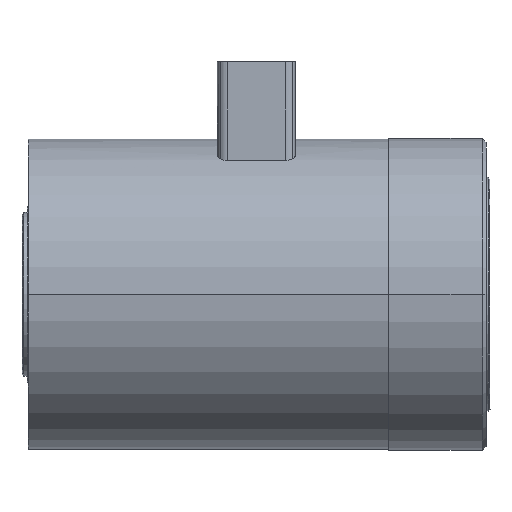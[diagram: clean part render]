
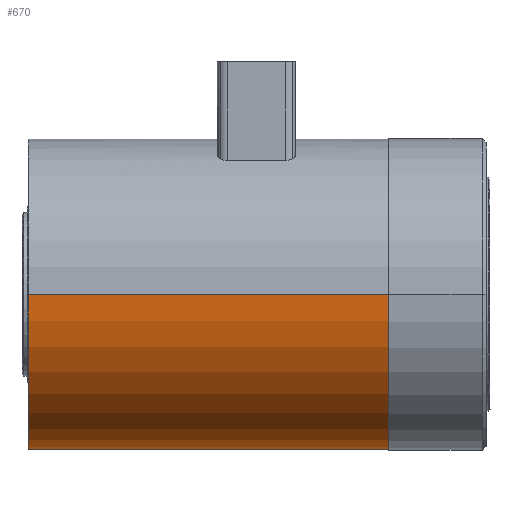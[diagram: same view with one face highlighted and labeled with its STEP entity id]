
A CAD part, left-side view. The second image highlights one B-rep face of the part: STEP entity #670.
In plain terms, the highlighted cylindrical face has radius 39.75 mm (diameter 79.5 mm), a partial arc.
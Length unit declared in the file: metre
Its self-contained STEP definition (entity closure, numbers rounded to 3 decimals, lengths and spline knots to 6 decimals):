
#670=ADVANCED_FACE('0:13149',(#1442),#1443,.T.);
#1442=FACE_OUTER_BOUND('',#2416,.T.);
#1443=CYLINDRICAL_SURFACE('',#2417,0.03975);
#2416=EDGE_LOOP('',(#4523,#4524,#4525,#4526,#4527));
#2417=AXIS2_PLACEMENT_3D('',#4528,#4529,#4530);
#4523=ORIENTED_EDGE('',*,*,#6141,.T.);
#4524=ORIENTED_EDGE('',*,*,#5630,.F.);
#4525=ORIENTED_EDGE('',*,*,#6268,.F.);
#4526=ORIENTED_EDGE('',*,*,#6143,.T.);
#4527=ORIENTED_EDGE('',*,*,#6269,.F.);
#4528=CARTESIAN_POINT('',(-0.000004,0.1084,0.001009));
#4529=DIRECTION('',(0.,1.0,0.));
#4530=DIRECTION('',(1.0,0.,0.));
#5630=EDGE_CURVE('',#6695,#6698,#6699,.T.);
#6141=EDGE_CURVE('',#7494,#6698,#7495,.T.);
#6143=EDGE_CURVE('',#7498,#7496,#7499,.T.);
#6268=EDGE_CURVE('0:13872',#7498,#6695,#7661,.T.);
#6269=EDGE_CURVE('',#7494,#7496,#7662,.F.);
#6695=VERTEX_POINT('',#8275);
#6698=VERTEX_POINT('',#8279);
#6699=CIRCLE('',#8280,0.03975);
#7494=VERTEX_POINT('',#9735);
#7495=LINE('',#9736,#9737);
#7496=VERTEX_POINT('',#9738);
#7498=VERTEX_POINT('',#9740);
#7499=LINE('',#9741,#9742);
#7661=CIRCLE('',#10060,0.03975);
#7662=CIRCLE('',#10061,0.03975);
#8275=CARTESIAN_POINT('',(0.000005,0.0268,-0.038741));
#8279=CARTESIAN_POINT('',(0.039746,0.0268,0.001009));
#8280=AXIS2_PLACEMENT_3D('',#10591,#10592,#10593);
#9735=CARTESIAN_POINT('',(0.039746,0.1192,0.001009));
#9736=CARTESIAN_POINT('',(0.039746,0.1084,0.001009));
#9737=VECTOR('',#11135,1.0);
#9738=CARTESIAN_POINT('',(-0.039754,0.1192,0.001009));
#9740=CARTESIAN_POINT('',(-0.039754,0.0268,0.001009));
#9741=CARTESIAN_POINT('',(-0.039754,0.1084,0.001009));
#9742=VECTOR('',#11139,1.0);
#10060=AXIS2_PLACEMENT_3D('',#11236,#11237,#11238);
#10061=AXIS2_PLACEMENT_3D('',#11239,#11240,#11241);
#10591=CARTESIAN_POINT('',(-0.000004,0.0268,0.001009));
#10592=DIRECTION('',(0.,-1.0,0.));
#10593=DIRECTION('',(1.0,0.,0.));
#11135=DIRECTION('',(0.,-1.0,0.));
#11139=DIRECTION('',(0.,1.0,0.));
#11236=CARTESIAN_POINT('',(-0.000004,0.0268,0.001009));
#11237=DIRECTION('',(0.,-1.0,0.));
#11238=DIRECTION('',(1.0,0.,0.));
#11239=CARTESIAN_POINT('',(-0.000004,0.1192,0.001009));
#11240=DIRECTION('',(0.,-1.0,0.));
#11241=DIRECTION('',(1.0,0.,0.));
